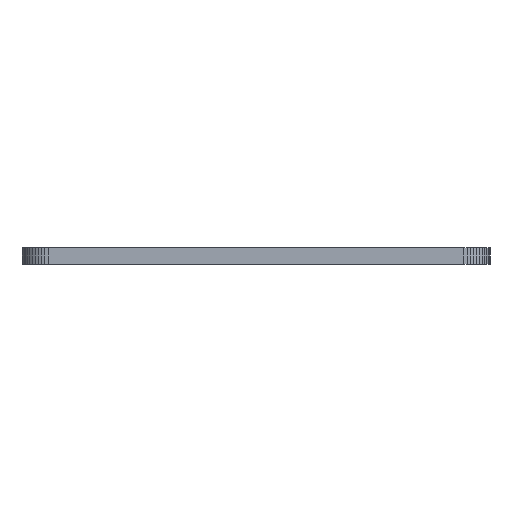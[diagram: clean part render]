
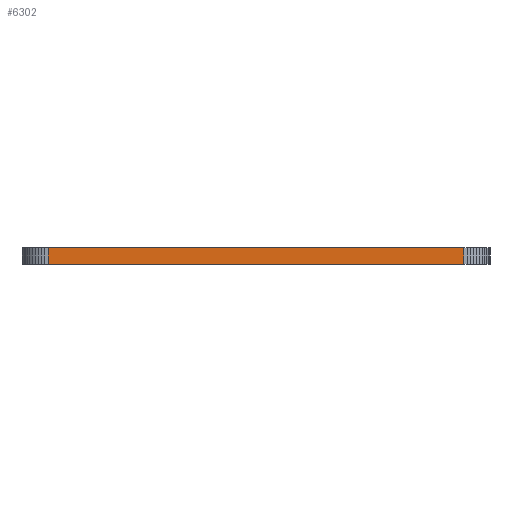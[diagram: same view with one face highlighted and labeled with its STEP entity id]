
A CAD part, left-side view. The second image highlights one B-rep face of the part: STEP entity #6302.
In plain terms, the highlighted planar face has unit normal (-1, 0, 0).
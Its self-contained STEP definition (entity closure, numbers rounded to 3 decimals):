
#90 = PLANE('',#91);
#91 = AXIS2_PLACEMENT_3D('',#92,#93,#94);
#92 = CARTESIAN_POINT('',(209.448,-141.542,1.6));
#93 = DIRECTION('',(-0.,-0.,-1.));
#94 = DIRECTION('',(-1.,0.,0.));
#144 = PLANE('',#145);
#145 = AXIS2_PLACEMENT_3D('',#146,#147,#148);
#146 = CARTESIAN_POINT('',(209.448,-141.542,0.));
#147 = DIRECTION('',(-0.,-0.,-1.));
#148 = DIRECTION('',(-1.,0.,0.));
#1541 = VERTEX_POINT('',#1542);
#1542 = CARTESIAN_POINT('',(151.115,-160.872,0.));
#1556 = PLANE('',#1557);
#1557 = AXIS2_PLACEMENT_3D('',#1558,#1559,#1560);
#1558 = CARTESIAN_POINT('',(151.136,-161.198,0.));
#1559 = DIRECTION('',(-0.998,-0.066,0.));
#1560 = DIRECTION('',(-0.066,0.998,0.));
#1568 = EDGE_CURVE('',#1541,#1569,#1571,.T.);
#1569 = VERTEX_POINT('',#1570);
#1570 = CARTESIAN_POINT('',(151.115,-121.36,0.));
#1571 = SURFACE_CURVE('',#1572,(#1576,#1583),.PCURVE_S1.);
#1572 = LINE('',#1573,#1574);
#1573 = CARTESIAN_POINT('',(151.115,-160.872,0.));
#1574 = VECTOR('',#1575,1.);
#1575 = DIRECTION('',(0.,1.,0.));
#1576 = PCURVE('',#144,#1577);
#1577 = DEFINITIONAL_REPRESENTATION('',(#1578),#1582);
#1578 = LINE('',#1579,#1580);
#1579 = CARTESIAN_POINT('',(58.333,-19.33));
#1580 = VECTOR('',#1581,1.);
#1581 = DIRECTION('',(0.,1.));
#1582 = ( GEOMETRIC_REPRESENTATION_CONTEXT(2) 
PARAMETRIC_REPRESENTATION_CONTEXT() REPRESENTATION_CONTEXT('2D SPACE',''
  ) );
#1583 = PCURVE('',#1584,#1589);
#1584 = PLANE('',#1585);
#1585 = AXIS2_PLACEMENT_3D('',#1586,#1587,#1588);
#1586 = CARTESIAN_POINT('',(151.115,-160.872,0.));
#1587 = DIRECTION('',(-1.,0.,0.));
#1588 = DIRECTION('',(0.,1.,0.));
#1589 = DEFINITIONAL_REPRESENTATION('',(#1590),#1594);
#1590 = LINE('',#1591,#1592);
#1591 = CARTESIAN_POINT('',(0.,0.));
#1592 = VECTOR('',#1593,1.);
#1593 = DIRECTION('',(1.,0.));
#1594 = ( GEOMETRIC_REPRESENTATION_CONTEXT(2) 
PARAMETRIC_REPRESENTATION_CONTEXT() REPRESENTATION_CONTEXT('2D SPACE',''
  ) );
#1612 = PLANE('',#1613);
#1613 = AXIS2_PLACEMENT_3D('',#1614,#1615,#1616);
#1614 = CARTESIAN_POINT('',(151.115,-121.36,0.));
#1615 = DIRECTION('',(-0.998,0.06,0.));
#1616 = DIRECTION('',(0.06,0.998,0.));
#4284 = VERTEX_POINT('',#4285);
#4285 = CARTESIAN_POINT('',(151.115,-160.872,1.6));
#4306 = EDGE_CURVE('',#4284,#4307,#4309,.T.);
#4307 = VERTEX_POINT('',#4308);
#4308 = CARTESIAN_POINT('',(151.115,-121.36,1.6));
#4309 = SURFACE_CURVE('',#4310,(#4314,#4321),.PCURVE_S1.);
#4310 = LINE('',#4311,#4312);
#4311 = CARTESIAN_POINT('',(151.115,-160.872,1.6));
#4312 = VECTOR('',#4313,1.);
#4313 = DIRECTION('',(0.,1.,0.));
#4314 = PCURVE('',#90,#4315);
#4315 = DEFINITIONAL_REPRESENTATION('',(#4316),#4320);
#4316 = LINE('',#4317,#4318);
#4317 = CARTESIAN_POINT('',(58.333,-19.33));
#4318 = VECTOR('',#4319,1.);
#4319 = DIRECTION('',(0.,1.));
#4320 = ( GEOMETRIC_REPRESENTATION_CONTEXT(2) 
PARAMETRIC_REPRESENTATION_CONTEXT() REPRESENTATION_CONTEXT('2D SPACE',''
  ) );
#4321 = PCURVE('',#1584,#4322);
#4322 = DEFINITIONAL_REPRESENTATION('',(#4323),#4327);
#4323 = LINE('',#4324,#4325);
#4324 = CARTESIAN_POINT('',(0.,-1.6));
#4325 = VECTOR('',#4326,1.);
#4326 = DIRECTION('',(1.,0.));
#4327 = ( GEOMETRIC_REPRESENTATION_CONTEXT(2) 
PARAMETRIC_REPRESENTATION_CONTEXT() REPRESENTATION_CONTEXT('2D SPACE',''
  ) );
#6252 = EDGE_CURVE('',#1569,#4307,#6253,.T.);
#6253 = SURFACE_CURVE('',#6254,(#6258,#6265),.PCURVE_S1.);
#6254 = LINE('',#6255,#6256);
#6255 = CARTESIAN_POINT('',(151.115,-121.36,0.));
#6256 = VECTOR('',#6257,1.);
#6257 = DIRECTION('',(0.,0.,1.));
#6258 = PCURVE('',#1612,#6259);
#6259 = DEFINITIONAL_REPRESENTATION('',(#6260),#6264);
#6260 = LINE('',#6261,#6262);
#6261 = CARTESIAN_POINT('',(0.,0.));
#6262 = VECTOR('',#6263,1.);
#6263 = DIRECTION('',(0.,-1.));
#6264 = ( GEOMETRIC_REPRESENTATION_CONTEXT(2) 
PARAMETRIC_REPRESENTATION_CONTEXT() REPRESENTATION_CONTEXT('2D SPACE',''
  ) );
#6265 = PCURVE('',#1584,#6266);
#6266 = DEFINITIONAL_REPRESENTATION('',(#6267),#6271);
#6267 = LINE('',#6268,#6269);
#6268 = CARTESIAN_POINT('',(39.512,0.));
#6269 = VECTOR('',#6270,1.);
#6270 = DIRECTION('',(0.,-1.));
#6271 = ( GEOMETRIC_REPRESENTATION_CONTEXT(2) 
PARAMETRIC_REPRESENTATION_CONTEXT() REPRESENTATION_CONTEXT('2D SPACE',''
  ) );
#6302 = ADVANCED_FACE('',(#6303),#1584,.T.);
#6303 = FACE_BOUND('',#6304,.T.);
#6304 = EDGE_LOOP('',(#6305,#6326,#6327,#6328));
#6305 = ORIENTED_EDGE('',*,*,#6306,.T.);
#6306 = EDGE_CURVE('',#1541,#4284,#6307,.T.);
#6307 = SURFACE_CURVE('',#6308,(#6312,#6319),.PCURVE_S1.);
#6308 = LINE('',#6309,#6310);
#6309 = CARTESIAN_POINT('',(151.115,-160.872,0.));
#6310 = VECTOR('',#6311,1.);
#6311 = DIRECTION('',(0.,0.,1.));
#6312 = PCURVE('',#1584,#6313);
#6313 = DEFINITIONAL_REPRESENTATION('',(#6314),#6318);
#6314 = LINE('',#6315,#6316);
#6315 = CARTESIAN_POINT('',(0.,0.));
#6316 = VECTOR('',#6317,1.);
#6317 = DIRECTION('',(0.,-1.));
#6318 = ( GEOMETRIC_REPRESENTATION_CONTEXT(2) 
PARAMETRIC_REPRESENTATION_CONTEXT() REPRESENTATION_CONTEXT('2D SPACE',''
  ) );
#6319 = PCURVE('',#1556,#6320);
#6320 = DEFINITIONAL_REPRESENTATION('',(#6321),#6325);
#6321 = LINE('',#6322,#6323);
#6322 = CARTESIAN_POINT('',(0.326,0.));
#6323 = VECTOR('',#6324,1.);
#6324 = DIRECTION('',(0.,-1.));
#6325 = ( GEOMETRIC_REPRESENTATION_CONTEXT(2) 
PARAMETRIC_REPRESENTATION_CONTEXT() REPRESENTATION_CONTEXT('2D SPACE',''
  ) );
#6326 = ORIENTED_EDGE('',*,*,#4306,.T.);
#6327 = ORIENTED_EDGE('',*,*,#6252,.F.);
#6328 = ORIENTED_EDGE('',*,*,#1568,.F.);
